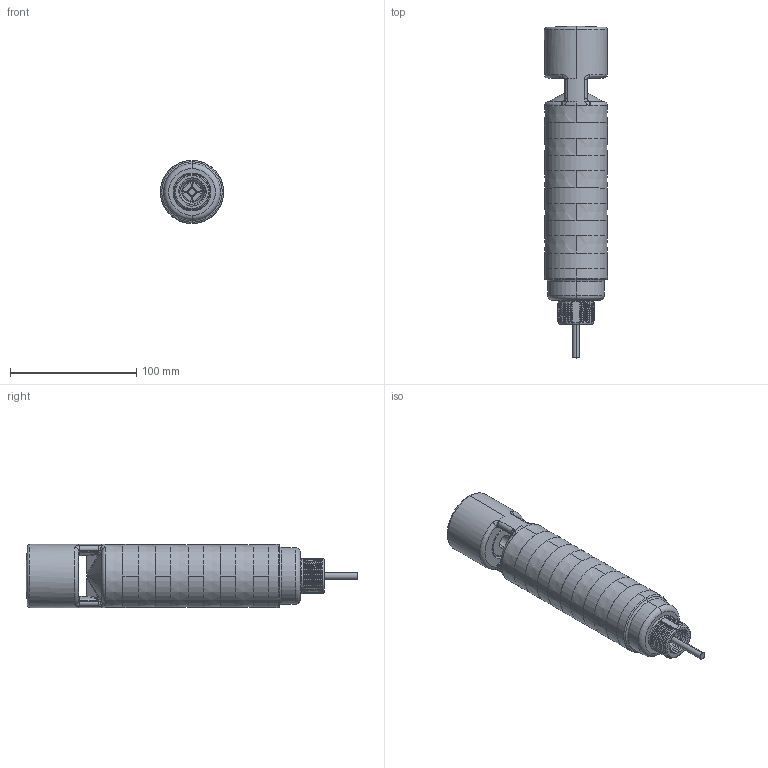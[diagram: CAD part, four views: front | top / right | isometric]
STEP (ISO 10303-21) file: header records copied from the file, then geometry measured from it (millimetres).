
FILE_DESCRIPTION((''),'2;1');
FILE_NAME('179532_SM01_ASM','2025-06-09T10:19:06',('banengservice'),('BANNER ENGINEERING'),'CREO PARAMETRIC BY PTC INC, 2022414','CREO PARAMETRIC BY PTC INC, 2022414','');
FILE_SCHEMA(('CONFIG_CONTROL_DESIGN'));
Length unit declared in the file: millimetre
Products named in the file (2): 179532_EP01; 179532_SM01_ASM
Assembly tree (1 placements, depth 2):
  179532_SM01_ASM
    179532_EP01
Bounding box: 50 x 263.32 x 50 mm (x, y, z)
Volume: 398701 mm3; surface area: 46869 mm2
Topology: 1 solids, 1 shells, 358 faces, 895 edges, 555 vertices
Faces by surface type: bspline 157, cylinder 119, plane 42, torus 20, cone 18, sphere 2
Entity records: 24235 total; most frequent: CARTESIAN_POINT 16835, ORIENTED_EDGE 1786, DIRECTION 1126, EDGE_CURVE 893, VERTEX_POINT 555, AXIS2_PLACEMENT_3D 436, B_SPLINE_CURVE_WITH_KNOTS 407, EDGE_LOOP 378
